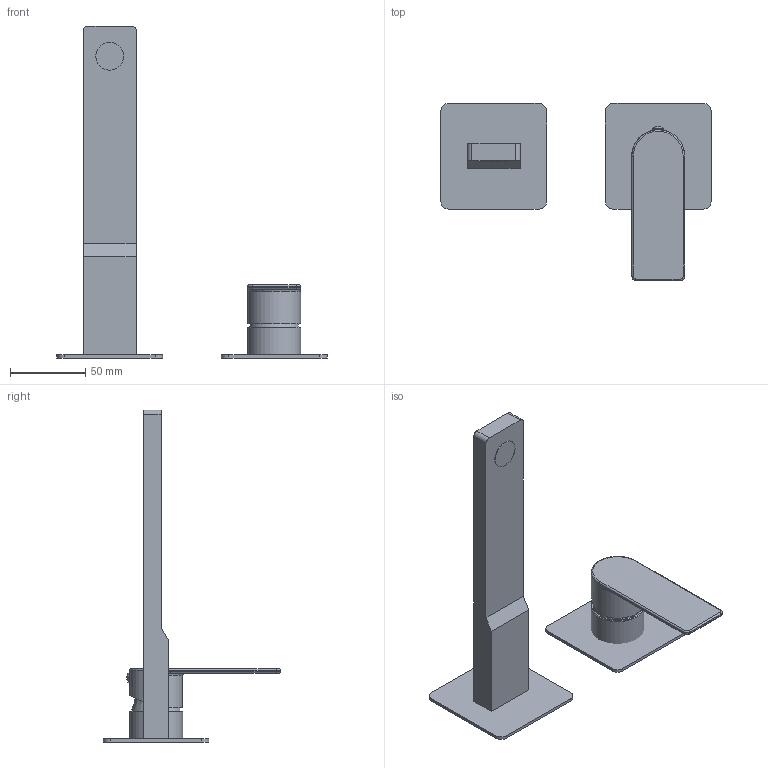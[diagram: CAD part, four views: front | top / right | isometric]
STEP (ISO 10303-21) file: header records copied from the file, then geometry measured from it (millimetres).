
FILE_DESCRIPTION((''),'2;1');
FILE_NAME('TA105CR70','2021-01-18T10:08:45',('ut3'),('PAFFONI SpA'),'CREO PARAMETRIC BY PTC INC, 2020044','CREO PARAMETRIC BY PTC INC, 2020044','');
FILE_SCHEMA(('CONFIG_CONTROL_DESIGN','SHAPE_APPEARANCE_LAYERS_GROUPS'));
Length unit declared in the file: millimetre
Products named in the file (1): TA105CR70
Bounding box: 179 x 117.53 x 220 mm (x, y, z)
Surface area: 57468.8 mm2 (no closed solid volume)
Topology: 0 solids, 9 shells, 72 faces, 168 edges, 105 vertices
Faces by surface type: plane 30, cylinder 26, cone 6, torus 6, bspline 2, sphere 2
Entity records: 2747 total; most frequent: CARTESIAN_POINT 536, DIRECTION 367, ORIENTED_EDGE 314, EDGE_CURVE 166, AXIS2_PLACEMENT_3D 140, VERTEX_POINT 105, VECTOR 87, LINE 87
